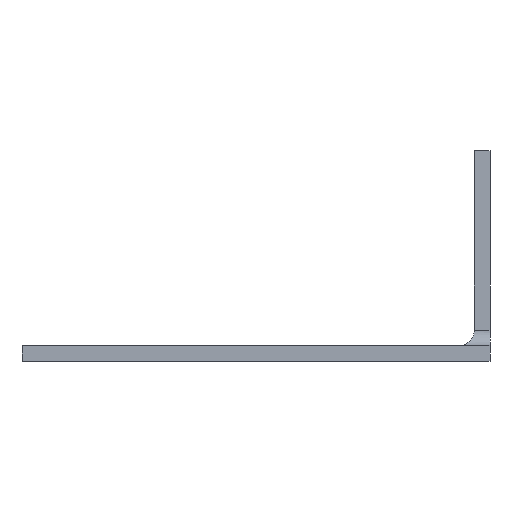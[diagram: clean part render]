
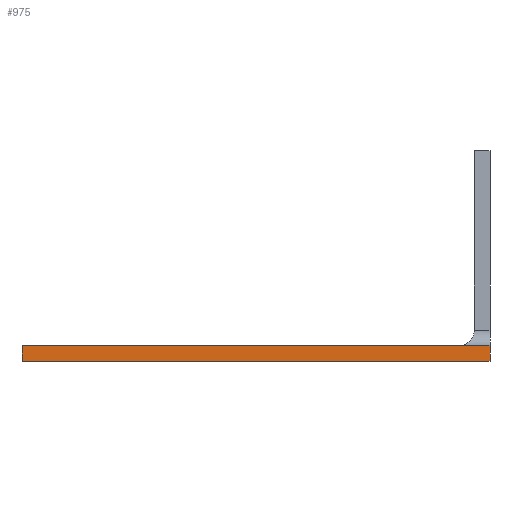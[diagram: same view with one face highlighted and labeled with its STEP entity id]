
A CAD part, front view. The second image highlights one B-rep face of the part: STEP entity #975.
In plain terms, the highlighted planar face has unit normal (0, -1, 0).
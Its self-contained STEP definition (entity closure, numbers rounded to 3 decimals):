
#70=PLANE('',#1084);
#113=FACE_OUTER_BOUND('',#188,.T.);
#188=EDGE_LOOP('',(#882,#883,#884,#885));
#250=LINE('',#1382,#339);
#317=LINE('',#1605,#406);
#322=LINE('',#1613,#411);
#323=LINE('',#1614,#412);
#339=VECTOR('',#1108,10.);
#406=VECTOR('',#1329,10.);
#411=VECTOR('',#1338,10.);
#412=VECTOR('',#1339,10.);
#431=VERTEX_POINT('',#1379);
#432=VERTEX_POINT('',#1381);
#509=VERTEX_POINT('',#1601);
#511=VERTEX_POINT('',#1604);
#526=EDGE_CURVE('',#432,#431,#250,.T.);
#637=EDGE_CURVE('',#509,#511,#317,.T.);
#642=EDGE_CURVE('',#432,#509,#322,.T.);
#643=EDGE_CURVE('',#511,#431,#323,.T.);
#882=ORIENTED_EDGE('',*,*,#642,.F.);
#883=ORIENTED_EDGE('',*,*,#526,.T.);
#884=ORIENTED_EDGE('',*,*,#643,.F.);
#885=ORIENTED_EDGE('',*,*,#637,.F.);
#975=ADVANCED_FACE('',(#113),#70,.T.);
#1084=AXIS2_PLACEMENT_3D('',#1612,#1336,#1337);
#1108=DIRECTION('',(-1.,0.,0.));
#1329=DIRECTION('',(-1.,0.,0.));
#1336=DIRECTION('center_axis',(0.,-1.,0.));
#1337=DIRECTION('ref_axis',(0.,0.,1.));
#1338=DIRECTION('',(0.,0.,-1.));
#1339=DIRECTION('',(0.,0.,1.));
#1379=CARTESIAN_POINT('',(-58.,-15.,0.));
#1381=CARTESIAN_POINT('',(2.,-15.,0.));
#1382=CARTESIAN_POINT('',(2.,-15.,0.));
#1601=CARTESIAN_POINT('',(2.,-15.,-2.));
#1604=CARTESIAN_POINT('',(-58.,-15.,-2.));
#1605=CARTESIAN_POINT('',(2.,-15.,-2.));
#1612=CARTESIAN_POINT('Origin',(2.,-15.,-2.));
#1613=CARTESIAN_POINT('',(2.,-15.,0.));
#1614=CARTESIAN_POINT('',(-58.,-15.,0.));
